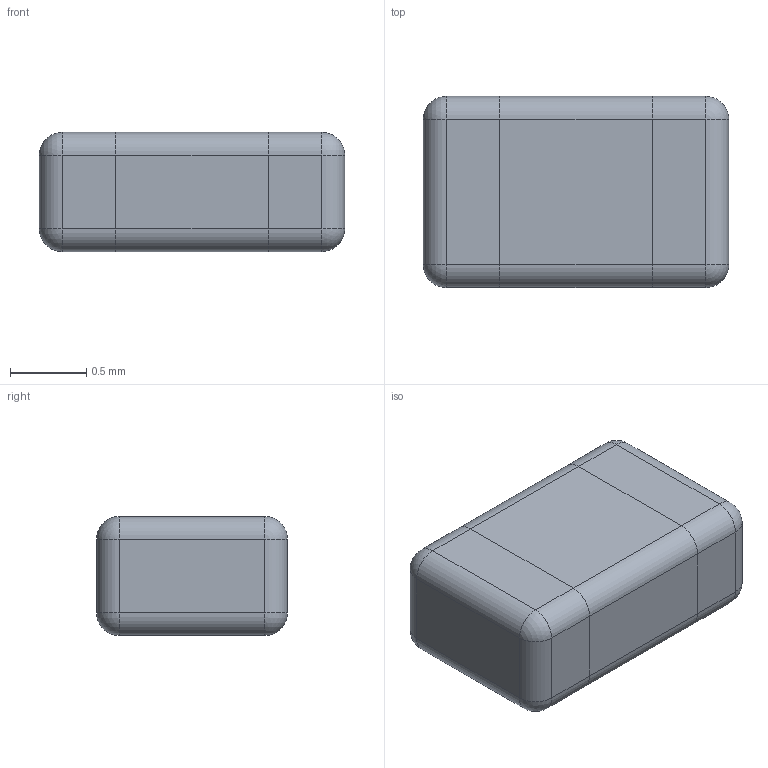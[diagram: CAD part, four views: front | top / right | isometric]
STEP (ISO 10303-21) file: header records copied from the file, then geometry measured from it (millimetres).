
FILE_DESCRIPTION (( 'STEP AP203' ), '1' );
FILE_NAME ('0805(CAP)_FBBLM21PG221SN1D_01_sldprt.STEP', '2016-06-02T17:05:38', ( 'Shusen Zhang' ), ( 'MathWorks' ), 'SwSTEP 2.0', 'SolidWorks 2015', '' );
FILE_SCHEMA (( 'CONFIG_CONTROL_DESIGN' ));
Length unit declared in the file: inch
Products named in the file (1): 0805(CAP)_FBBLM21PG221SN1D_01_sldprt
Bounding box: 2 x 1.25 x 0.78 mm (x, y, z)
Surface area: 9 mm2 (no closed solid volume)
Topology: 0 solids, 35 shells, 42 faces, 160 edges, 144 vertices
Faces by surface type: cylinder 20, plane 14, sphere 8
Entity records: 1729 total; most frequent: CARTESIAN_POINT 339, DIRECTION 302, ORIENTED_EDGE 160, EDGE_CURVE 152, VERTEX_POINT 144, AXIS2_PLACEMENT_3D 107, LINE 88, VECTOR 88
